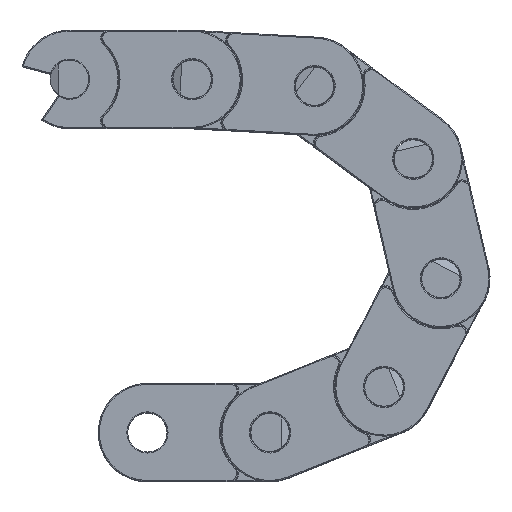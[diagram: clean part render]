
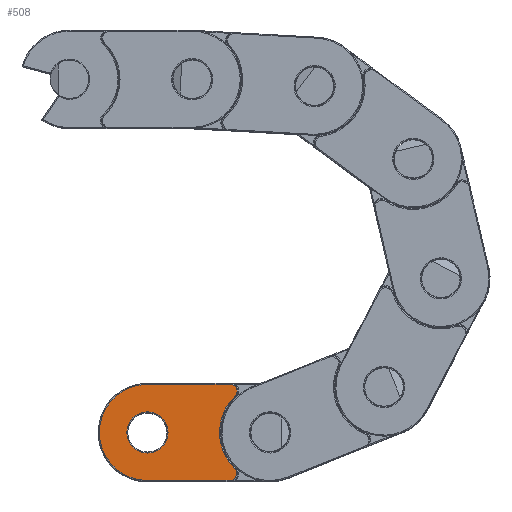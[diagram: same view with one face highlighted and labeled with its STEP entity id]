
A CAD part, top view. The second image highlights one B-rep face of the part: STEP entity #508.
In plain terms, the highlighted face is planar.
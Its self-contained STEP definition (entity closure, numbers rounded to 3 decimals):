
#5 = CIRCLE ( 'NONE', #2881, 4.9 ) ;
#62 = CARTESIAN_POINT ( 'NONE',  ( -2.415, -4.9, -9.5 ) ) ;
#67 = CARTESIAN_POINT ( 'NONE',  ( -2.415, -4.2, -9.5 ) ) ;
#72 = AXIS2_PLACEMENT_3D ( 'NONE', #3357, #3301, #4528 ) ;
#401 = CARTESIAN_POINT ( 'NONE',  ( -2.926, 3.696, -9.5 ) ) ;
#491 = CARTESIAN_POINT ( 'NONE',  ( -6.5, -0.013, -9.5 ) ) ;
#495 = ORIENTED_EDGE ( 'NONE', *, *, #1063, .T. ) ;
#508 = ADVANCED_FACE ( 'NONE', ( #2057, #3934 ), #3464, .T. ) ;
#509 = VERTEX_POINT ( 'NONE', #2158 ) ;
#521 = DIRECTION ( 'NONE',  ( -1., 0., 0. ) ) ;
#599 = CIRCLE ( 'NONE', #1172, 0.7 ) ;
#607 = AXIS2_PLACEMENT_3D ( 'NONE', #491, #7342, #521 ) ;
#632 = ORIENTED_EDGE ( 'NONE', *, *, #1917, .T. ) ;
#742 = EDGE_CURVE ( 'NONE', #1810, #4757, #1768, .T. ) ;
#769 = CIRCLE ( 'NONE', #607, 5.15 ) ;
#851 = LINE ( 'NONE', #1723, #2739 ) ;
#873 = CARTESIAN_POINT ( 'NONE',  ( 6., 4.9, -9.5 ) ) ;
#919 = CARTESIAN_POINT ( 'NONE',  ( -6.5, -0.013, -9.5 ) ) ;
#1063 = EDGE_CURVE ( 'NONE', #4628, #1810, #851, .T. ) ;
#1072 = DIRECTION ( 'NONE',  ( 0., 0., -1. ) ) ;
#1108 = CIRCLE ( 'NONE', #4169, 2.1 ) ;
#1172 = AXIS2_PLACEMENT_3D ( 'NONE', #5737, #4470, #4497 ) ;
#1192 = CIRCLE ( 'NONE', #4685, 0.7 ) ;
#1428 = CARTESIAN_POINT ( 'NONE',  ( 6., 0., -9.5 ) ) ;
#1432 = ORIENTED_EDGE ( 'NONE', *, *, #3293, .T. ) ;
#1501 = CARTESIAN_POINT ( 'NONE',  ( -2.441, 4.9, -9.5 ) ) ;
#1562 = DIRECTION ( 'NONE',  ( 0., 0., -1. ) ) ;
#1658 = LINE ( 'NONE', #3894, #3803 ) ;
#1660 = VERTEX_POINT ( 'NONE', #401 ) ;
#1723 = CARTESIAN_POINT ( 'NONE',  ( -2.415, -4.9, -9.5 ) ) ;
#1768 = CIRCLE ( 'NONE', #72, 0.7 ) ;
#1810 = VERTEX_POINT ( 'NONE', #62 ) ;
#1862 = EDGE_CURVE ( 'NONE', #7328, #509, #2543, .T. ) ;
#1917 = EDGE_CURVE ( 'NONE', #4823, #2888, #1658, .T. ) ;
#2057 = FACE_BOUND ( 'NONE', #3788, .T. ) ;
#2158 = CARTESIAN_POINT ( 'NONE',  ( 8.1, 0., -9.5 ) ) ;
#2501 = AXIS2_PLACEMENT_3D ( 'NONE', #4859, #1072, #5494 ) ;
#2543 = CIRCLE ( 'NONE', #5746, 2.1 ) ;
#2588 = DIRECTION ( 'NONE',  ( -1., 0., 0. ) ) ;
#2630 = CARTESIAN_POINT ( 'NONE',  ( 6., 0., -9.5 ) ) ;
#2739 = VECTOR ( 'NONE', #5446, 1000. ) ;
#2872 = EDGE_CURVE ( 'NONE', #2888, #4628, #5, .T. ) ;
#2881 = AXIS2_PLACEMENT_3D ( 'NONE', #1428, #7010, #4647 ) ;
#2888 = VERTEX_POINT ( 'NONE', #873 ) ;
#3285 = DIRECTION ( 'NONE',  ( 0., 0., 1. ) ) ;
#3293 = EDGE_CURVE ( 'NONE', #6519, #1660, #769, .T. ) ;
#3301 = DIRECTION ( 'NONE',  ( 0., 0., -1. ) ) ;
#3357 = CARTESIAN_POINT ( 'NONE',  ( -2.415, -4.2, -9.5 ) ) ;
#3464 = PLANE ( 'NONE',  #6526 ) ;
#3479 = DIRECTION ( 'NONE',  ( 0., 0., 1. ) ) ;
#3778 = ORIENTED_EDGE ( 'NONE', *, *, #5257, .T. ) ;
#3782 = ORIENTED_EDGE ( 'NONE', *, *, #6002, .T. ) ;
#3788 = EDGE_LOOP ( 'NONE', ( #6443, #3778 ) ) ;
#3803 = VECTOR ( 'NONE', #5722, 1000. ) ;
#3894 = CARTESIAN_POINT ( 'NONE',  ( 6., 4.9, -9.5 ) ) ;
#3934 = FACE_OUTER_BOUND ( 'NONE', #5871, .T. ) ;
#4000 = CARTESIAN_POINT ( 'NONE',  ( -3.115, -4.2, -9.5 ) ) ;
#4169 = AXIS2_PLACEMENT_3D ( 'NONE', #6523, #3479, #6503 ) ;
#4350 = CIRCLE ( 'NONE', #2501, 0.7 ) ;
#4470 = DIRECTION ( 'NONE',  ( 0., 0., -1. ) ) ;
#4497 = DIRECTION ( 'NONE',  ( -1., 0., 0. ) ) ;
#4528 = DIRECTION ( 'NONE',  ( -1., 0., 0. ) ) ;
#4560 = DIRECTION ( 'NONE',  ( -1., 0., 0. ) ) ;
#4628 = VERTEX_POINT ( 'NONE', #6313 ) ;
#4647 = DIRECTION ( 'NONE',  ( -1., 0., 0. ) ) ;
#4685 = AXIS2_PLACEMENT_3D ( 'NONE', #67, #5630, #2588 ) ;
#4757 = VERTEX_POINT ( 'NONE', #4000 ) ;
#4823 = VERTEX_POINT ( 'NONE', #1501 ) ;
#4850 = DIRECTION ( 'NONE',  ( 1., 0., 0. ) ) ;
#4859 = CARTESIAN_POINT ( 'NONE',  ( -2.441, 4.2, -9.5 ) ) ;
#5257 = EDGE_CURVE ( 'NONE', #509, #7328, #1108, .T. ) ;
#5446 = DIRECTION ( 'NONE',  ( -1., 0., 0. ) ) ;
#5483 = ORIENTED_EDGE ( 'NONE', *, *, #2872, .T. ) ;
#5494 = DIRECTION ( 'NONE',  ( -1., 0., 0. ) ) ;
#5630 = DIRECTION ( 'NONE',  ( 0., 0., -1. ) ) ;
#5722 = DIRECTION ( 'NONE',  ( 1., 0., 0. ) ) ;
#5737 = CARTESIAN_POINT ( 'NONE',  ( -2.441, 4.2, -9.5 ) ) ;
#5741 = EDGE_CURVE ( 'NONE', #6392, #4823, #4350, .T. ) ;
#5746 = AXIS2_PLACEMENT_3D ( 'NONE', #2630, #3285, #4560 ) ;
#5839 = CARTESIAN_POINT ( 'NONE',  ( 3.9, 0., -9.5 ) ) ;
#5871 = EDGE_LOOP ( 'NONE', ( #495, #7160, #7053, #1432, #3782, #6681, #632, #5483 ) ) ;
#6002 = EDGE_CURVE ( 'NONE', #1660, #6392, #599, .T. ) ;
#6313 = CARTESIAN_POINT ( 'NONE',  ( 6., -4.9, -9.5 ) ) ;
#6392 = VERTEX_POINT ( 'NONE', #7423 ) ;
#6431 = EDGE_CURVE ( 'NONE', #4757, #6519, #1192, .T. ) ;
#6443 = ORIENTED_EDGE ( 'NONE', *, *, #1862, .T. ) ;
#6503 = DIRECTION ( 'NONE',  ( -1., 0., 0. ) ) ;
#6519 = VERTEX_POINT ( 'NONE', #7686 ) ;
#6523 = CARTESIAN_POINT ( 'NONE',  ( 6., 0., -9.5 ) ) ;
#6526 = AXIS2_PLACEMENT_3D ( 'NONE', #919, #1562, #4850 ) ;
#6681 = ORIENTED_EDGE ( 'NONE', *, *, #5741, .T. ) ;
#7010 = DIRECTION ( 'NONE',  ( 0., 0., -1. ) ) ;
#7053 = ORIENTED_EDGE ( 'NONE', *, *, #6431, .T. ) ;
#7160 = ORIENTED_EDGE ( 'NONE', *, *, #742, .T. ) ;
#7328 = VERTEX_POINT ( 'NONE', #5839 ) ;
#7342 = DIRECTION ( 'NONE',  ( 0., 0., 1. ) ) ;
#7423 = CARTESIAN_POINT ( 'NONE',  ( -3.141, 4.2, -9.5 ) ) ;
#7686 = CARTESIAN_POINT ( 'NONE',  ( -2.904, -3.699, -9.5 ) ) ;
